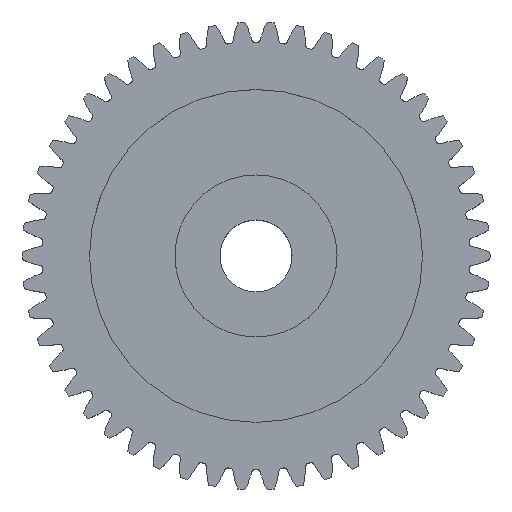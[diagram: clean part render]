
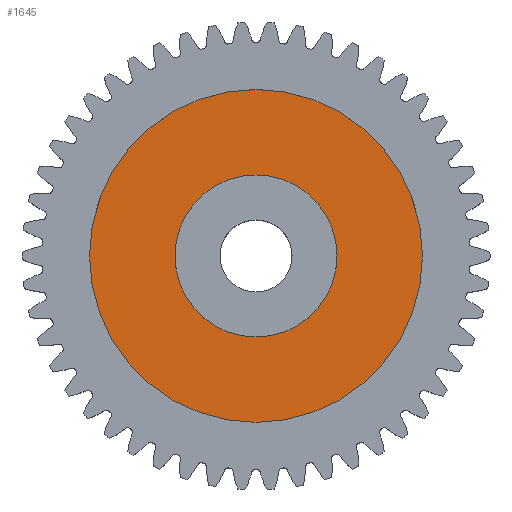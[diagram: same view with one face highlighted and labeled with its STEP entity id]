
A CAD part, top view. The second image highlights one B-rep face of the part: STEP entity #1645.
In plain terms, the highlighted planar face has unit normal (0, 0, 1).
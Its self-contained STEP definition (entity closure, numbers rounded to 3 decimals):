
#1639 = EDGE_LOOP ( 'NONE', ( #1734, #1726 ) ) ;
#1640 = EDGE_CURVE ( 'NONE', #8523, #8587, #6341, .T. ) ;
#1644 = EDGE_LOOP ( 'NONE', ( #1722, #1720 ) ) ;
#1645 = ADVANCED_FACE ( 'NONE', ( #6343, #6514 ), #6510, .F. ) ;
#1720 = ORIENTED_EDGE ( 'NONE', *, *, #8579, .F. ) ;
#1722 = ORIENTED_EDGE ( 'NONE', *, *, #1640, .F. ) ;
#1726 = ORIENTED_EDGE ( 'NONE', *, *, #1738, .T. ) ;
#1734 = ORIENTED_EDGE ( 'NONE', *, *, #8481, .T. ) ;
#1738 = EDGE_CURVE ( 'NONE', #3958, #8464, #6738, .T. ) ;
#3958 = VERTEX_POINT ( 'NONE', #10560 ) ;
#6336 = CARTESIAN_POINT ( 'NONE',  ( 0., 0., 6.8 ) ) ;
#6338 = AXIS2_PLACEMENT_3D ( 'NONE', #6336, #6512, #6511 ) ;
#6341 = CIRCLE ( 'NONE', #6338, 18.5 ) ;
#6343 = FACE_BOUND ( 'NONE', #1639, .T. ) ;
#6345 = AXIS2_PLACEMENT_3D ( 'NONE', #6509, #6508, #6507 ) ;
#6507 = DIRECTION ( 'NONE',  ( -1., 0., 0. ) ) ;
#6508 = DIRECTION ( 'NONE',  ( 0., 0., -1. ) ) ;
#6509 = CARTESIAN_POINT ( 'NONE',  ( 0., 0., 6.8 ) ) ;
#6510 = PLANE ( 'NONE',  #6345 ) ;
#6511 = DIRECTION ( 'NONE',  ( -1., 0., 0. ) ) ;
#6512 = DIRECTION ( 'NONE',  ( 0., 0., -1. ) ) ;
#6514 = FACE_OUTER_BOUND ( 'NONE', #1644, .T. ) ;
#6516 = DIRECTION ( 'NONE',  ( -1., 0., 0. ) ) ;
#6517 = DIRECTION ( 'NONE',  ( 0., 0., -1. ) ) ;
#6518 = CARTESIAN_POINT ( 'NONE',  ( 0., 0., 6.8 ) ) ;
#6530 = AXIS2_PLACEMENT_3D ( 'NONE', #6518, #6517, #6516 ) ;
#6738 = CIRCLE ( 'NONE', #6530, 9. ) ;
#8464 = VERTEX_POINT ( 'NONE', #11347 ) ;
#8481 = EDGE_CURVE ( 'NONE', #8464, #3958, #11387, .T. ) ;
#8523 = VERTEX_POINT ( 'NONE', #11226 ) ;
#8579 = EDGE_CURVE ( 'NONE', #8587, #8523, #11501, .T. ) ;
#8587 = VERTEX_POINT ( 'NONE', #11495 ) ;
#10560 = CARTESIAN_POINT ( 'NONE',  ( 9., 0., 6.8 ) ) ;
#11226 = CARTESIAN_POINT ( 'NONE',  ( -18.5, 0., 6.8 ) ) ;
#11296 = DIRECTION ( 'NONE',  ( -1., 0., 0. ) ) ;
#11297 = DIRECTION ( 'NONE',  ( 0., 0., -1. ) ) ;
#11298 = AXIS2_PLACEMENT_3D ( 'NONE', #11373, #11297, #11296 ) ;
#11347 = CARTESIAN_POINT ( 'NONE',  ( -9., 0., 6.8 ) ) ;
#11373 = CARTESIAN_POINT ( 'NONE',  ( 0., 0., 6.8 ) ) ;
#11387 = CIRCLE ( 'NONE', #11298, 9. ) ;
#11440 = CARTESIAN_POINT ( 'NONE',  ( 0., 0., 6.8 ) ) ;
#11495 = CARTESIAN_POINT ( 'NONE',  ( 18.5, 0., 6.8 ) ) ;
#11496 = DIRECTION ( 'NONE',  ( -1., 0., 0. ) ) ;
#11497 = DIRECTION ( 'NONE',  ( 0., 0., -1. ) ) ;
#11498 = AXIS2_PLACEMENT_3D ( 'NONE', #11440, #11497, #11496 ) ;
#11501 = CIRCLE ( 'NONE', #11498, 18.5 ) ;
